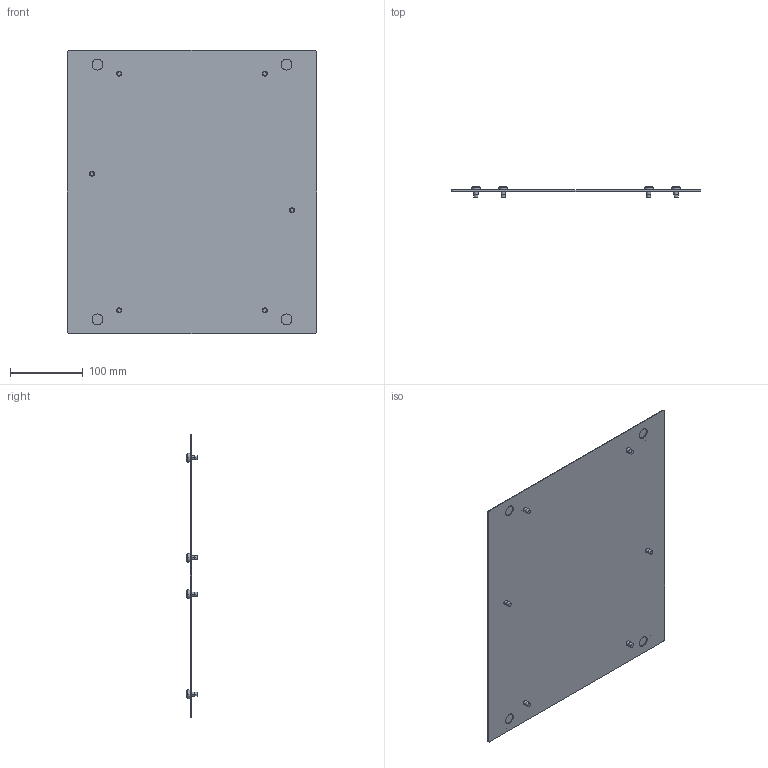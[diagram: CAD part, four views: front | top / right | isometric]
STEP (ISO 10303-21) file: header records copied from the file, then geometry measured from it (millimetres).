
FILE_DESCRIPTION(('STEP AP214'),'1');
FILE_NAME('cctmp_2F90FB38-2FA2-4969-9137-F1308898F489_2024_05_06_11_29_55_0467..stp','2024-05-06T09:29:55',('SIEMENS A&D'),('CADClick - www.CADClick.com'),'Spatial InterOp 3D',' ','unknown authorization');
FILE_SCHEMA(('AUTOMOTIVE_DESIGN'));
Length unit declared in the file: millimetre
Products named in the file (12): cc_unnamed; 2024_05_06_11_29_55_0451; 2024_05_06_11_29_55_0420; 2024_05_06_11_29_55_0389; 2024_05_06_11_29_55_0357; 2024_05_06_11_29_55_0326; 2024_05_06_11_29_55_0295; 2024_05_06_11_29_55_0264; 2024_05_06_11_29_55_0232; 2024_05_06_11_29_55_0201; 2024_05_06_11_29_55_0170; 2024_05_06_11_29_55_0139
Assembly tree (11 placements, depth 2):
  cc_unnamed
    2024_05_06_11_29_55_0451
    2024_05_06_11_29_55_0420
    2024_05_06_11_29_55_0389
    2024_05_06_11_29_55_0357
    2024_05_06_11_29_55_0326
    2024_05_06_11_29_55_0295
    2024_05_06_11_29_55_0264
    2024_05_06_11_29_55_0232
    2024_05_06_11_29_55_0201
    2024_05_06_11_29_55_0170
    2024_05_06_11_29_55_0139
Bounding box: 342.5 x 14.75 x 389 mm (x, y, z)
Volume: 204082.1 mm3; surface area: 276443.3 mm2
Topology: 11 solids, 11 shells, 112 faces, 228 edges, 144 vertices
Faces by surface type: cylinder 56, plane 32, cone 24
Entity records: 4253 total; most frequent: DIRECTION 612, CARTESIAN_POINT 496, ORIENTED_EDGE 456, AXIS2_PLACEMENT_3D 260, EDGE_CURVE 228, VERTEX_POINT 144, EDGE_LOOP 138, CIRCLE 136
